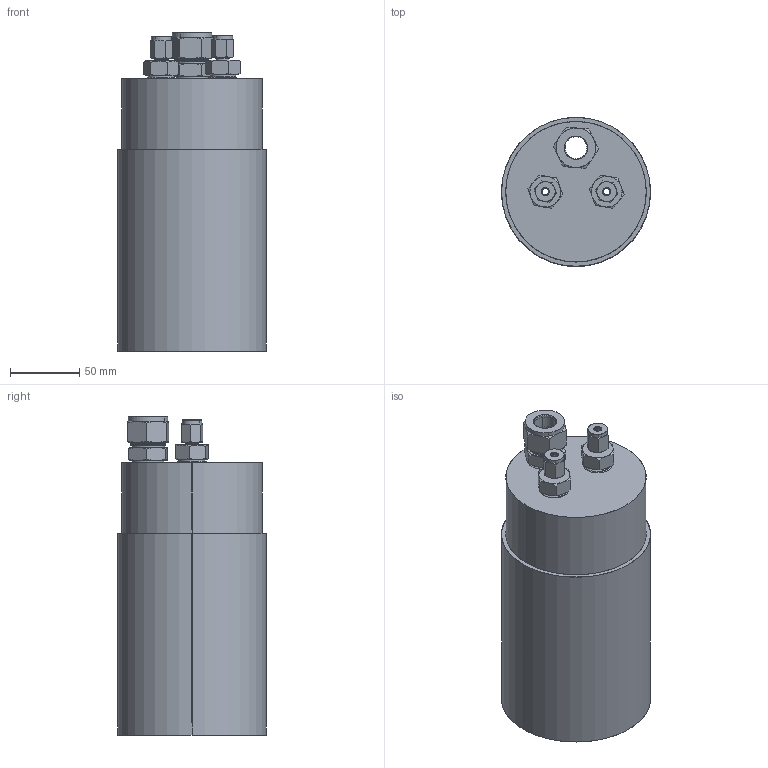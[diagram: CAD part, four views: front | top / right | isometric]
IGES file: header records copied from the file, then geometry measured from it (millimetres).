
Start section: SolidWorks IGES file using analytic representation for surfaces
Global section: file name: NUECK-3.8-2-4.IGS; native system: SolidWorks 2020; preprocessor: SolidWorks 2020; author: office; date: 210526.113116; units: millimetre
Bounding box: 107.7 x 107.7 x 230.08 mm (x, y, z)
Surface area: 168786.5 mm2 (no closed solid volume)
Topology: 0 solids, 0 shells, 489 faces, 8670 edges, 8670 vertices
Faces by surface type: revolution 344, bspline 145
